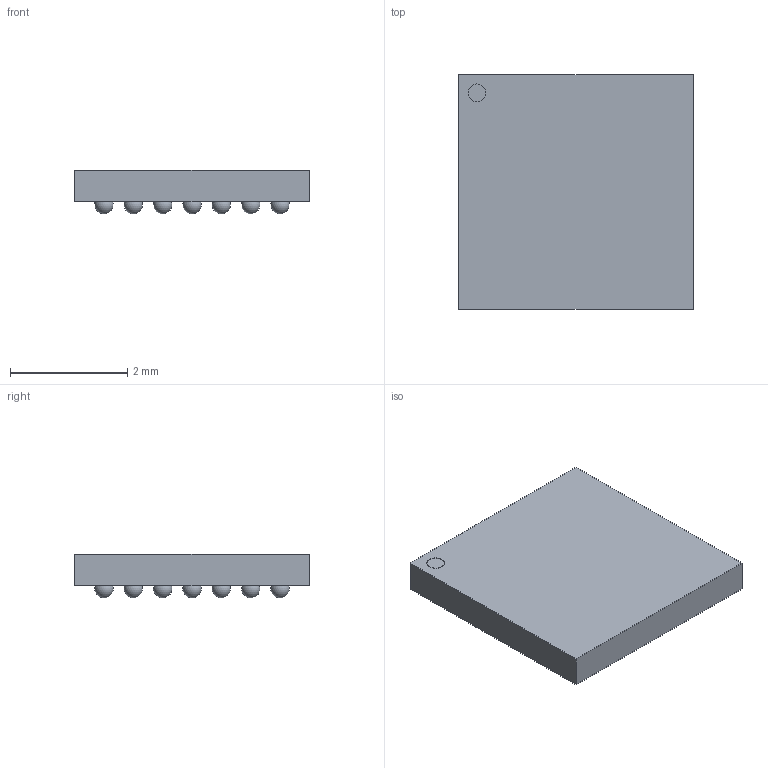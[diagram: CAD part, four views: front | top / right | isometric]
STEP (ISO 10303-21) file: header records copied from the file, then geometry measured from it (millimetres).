
FILE_DESCRIPTION(/* description */ ('model of Texas_MicroStar_Junior_BGA-49_7x7_4.0x4.0mm_Pitch0.5mm'),/* implementation_level */ '2;1');
FILE_NAME(/* name */ 'Texas_MicroStar_Junior_BGA-49_7x7_4.0x4.0mm_Pitch0.5mm.step',/* time_stamp */ '2017-08-07T09:54:17',/* author */ ('kicad StepUp','ksu'),/* organization */ ('FreeCAD'),/* preprocessor_version */ 'OCC',/* originating_system */ 'kicad StepUp',/* authorisation */ '');
FILE_SCHEMA(('AUTOMOTIVE_DESIGN { 1 0 10303 214 1 1 1 1 }'));
Length unit declared in the file: millimetre
Products named in the file (1): Texas_MicroStar_Junior_BGA_49_7x7_40x40mm_Pitch05mm
Bounding box: 4 x 4 x 0.75 mm (x, y, z)
Volume: 9.2 mm3; surface area: 47.1 mm2
Topology: 1 solids, 1 shells, 56 faces, 159 edges, 106 vertices
Faces by surface type: sphere 48, plane 7, cylinder 1
Full cylindrical faces by diameter (mm): 0.3 x1
Entity records: 2047 total; most frequent: DIRECTION 323, CARTESIAN_POINT 274, ORIENTED_EDGE 222, AXIS2_PLACEMENT_3D 155, EDGE_CURVE 111, VERTEX_POINT 106, FACE_BOUND 105, EDGE_LOOP 105
